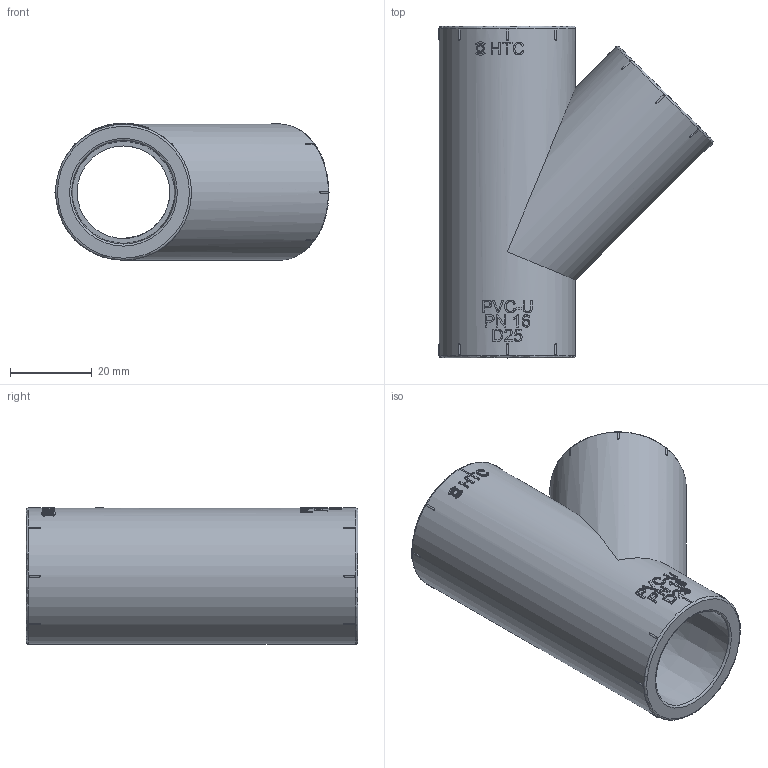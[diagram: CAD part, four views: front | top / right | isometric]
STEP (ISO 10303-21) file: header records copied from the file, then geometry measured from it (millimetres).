
FILE_DESCRIPTION(/* description */ (''),/* implementation_level */ '2;1');
FILE_NAME(/* name */ '25.stp',/* time_stamp */ '2026-03-05T11:26:31+08:00',/* author */ (''),/* organization */ (''),/* preprocessor_version */ 'ST-DEVELOPER v16',/* originating_system */ 'SIEMENS PLM Software NX 10.0',/* authorisation */ '');
FILE_SCHEMA (('AUTOMOTIVE_DESIGN { 1 0 10303 214 3 1 1 1 }'));
Length unit declared in the file: millimetre
Products named in the file (1): gelv1304D832eian
Bounding box: 66.92 x 81 x 33.58 mm (x, y, z)
Surface area: 20983.7 mm2 (no closed solid volume)
Topology: 0 solids, 1 shells, 296 faces, 781 edges, 511 vertices
Faces by surface type: extrusion 95, plane 87, cylinder 57, sphere 48, torus 6, cone 3
Full cylindrical faces by diameter (mm): 1.332 x1, 1.854 x1, 22.6 x2, 33.2 x2
Entity records: 12851 total; most frequent: CARTESIAN_POINT 5968, ORIENTED_EDGE 1510, DIRECTION 1175, EDGE_CURVE 755, VERTEX_POINT 503, AXIS2_PLACEMENT_3D 397, VECTOR 381, B_SPLINE_CURVE_WITH_KNOTS 369
